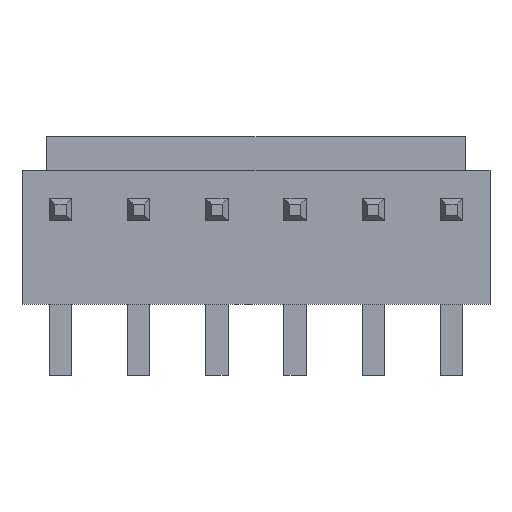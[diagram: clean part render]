
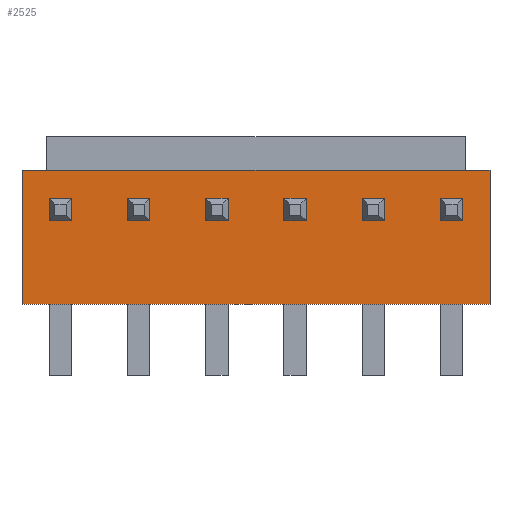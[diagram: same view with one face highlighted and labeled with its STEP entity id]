
A CAD part, front view. The second image highlights one B-rep face of the part: STEP entity #2525.
In plain terms, the highlighted planar face has unit normal (0, -1, 0).
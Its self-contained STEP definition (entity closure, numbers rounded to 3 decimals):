
#18=CARTESIAN_POINT('',(-10.47,-7.2,5.37));
#19=VERTEX_POINT('',#18);
#34=CARTESIAN_POINT('',(-9.33,-7.2,5.37));
#35=VERTEX_POINT('',#34);
#42=CARTESIAN_POINT('',(-9.9,-7.2,5.37));
#43=DIRECTION('',(-1.0,0.0,0.));
#44=VECTOR('',#43,1.0);
#45=LINE('',#42,#44);
#46=EDGE_CURVE('n� 3421',#35,#19,#45,.T.);
#58=CARTESIAN_POINT('',(-6.51,-7.2,5.37));
#59=VERTEX_POINT('',#58);
#74=CARTESIAN_POINT('',(-5.37,-7.2,5.37));
#75=VERTEX_POINT('',#74);
#82=CARTESIAN_POINT('',(-5.94,-7.2,5.37));
#83=DIRECTION('',(-1.0,0.0,0.));
#84=VECTOR('',#83,1.0);
#85=LINE('',#82,#84);
#86=EDGE_CURVE('n� 3400',#75,#59,#85,.T.);
#98=CARTESIAN_POINT('',(-2.55,-7.2,5.37));
#99=VERTEX_POINT('',#98);
#114=CARTESIAN_POINT('',(-1.41,-7.2,5.37));
#115=VERTEX_POINT('',#114);
#122=CARTESIAN_POINT('',(-1.98,-7.2,5.37));
#123=DIRECTION('',(-1.0,0.0,0.));
#124=VECTOR('',#123,1.0);
#125=LINE('',#122,#124);
#126=EDGE_CURVE('n� 3379',#115,#99,#125,.T.);
#138=CARTESIAN_POINT('',(1.41,-7.2,5.37));
#139=VERTEX_POINT('',#138);
#154=CARTESIAN_POINT('',(2.55,-7.2,5.37));
#155=VERTEX_POINT('',#154);
#162=CARTESIAN_POINT('',(1.98,-7.2,5.37));
#163=DIRECTION('',(-1.0,0.0,0.));
#164=VECTOR('',#163,1.0);
#165=LINE('',#162,#164);
#166=EDGE_CURVE('n� 3358',#155,#139,#165,.T.);
#178=CARTESIAN_POINT('',(5.37,-7.2,5.37));
#179=VERTEX_POINT('',#178);
#194=CARTESIAN_POINT('',(6.51,-7.2,5.37));
#195=VERTEX_POINT('',#194);
#202=CARTESIAN_POINT('',(5.94,-7.2,5.37));
#203=DIRECTION('',(-1.0,0.0,0.));
#204=VECTOR('',#203,1.0);
#205=LINE('',#202,#204);
#206=EDGE_CURVE('n� 3337',#195,#179,#205,.T.);
#218=CARTESIAN_POINT('',(9.33,-7.2,5.37));
#219=VERTEX_POINT('',#218);
#234=CARTESIAN_POINT('',(10.47,-7.2,5.37));
#235=VERTEX_POINT('',#234);
#242=CARTESIAN_POINT('',(9.9,-7.2,5.37));
#243=DIRECTION('',(-1.0,0.0,0.));
#244=VECTOR('',#243,1.0);
#245=LINE('',#242,#244);
#246=EDGE_CURVE('n� 3316',#235,#219,#245,.T.);
#298=CARTESIAN_POINT('',(-10.47,-7.2,4.23));
#299=VERTEX_POINT('',#298);
#313=CARTESIAN_POINT('',(-10.47,-7.2,4.8));
#314=DIRECTION('',(0.0,0.0,-1.0));
#315=VECTOR('',#314,1.0);
#316=LINE('',#313,#315);
#317=EDGE_CURVE('n� 3274',#19,#299,#316,.T.);
#336=CARTESIAN_POINT('',(-9.33,-7.2,4.23));
#337=VERTEX_POINT('',#336);
#344=CARTESIAN_POINT('',(-9.33,-7.2,4.8));
#345=DIRECTION('',(0.,-0.0,1.0));
#346=VECTOR('',#345,1.0);
#347=LINE('',#344,#346);
#348=EDGE_CURVE('n� 3253',#337,#35,#347,.T.);
#400=CARTESIAN_POINT('',(-6.51,-7.2,4.23));
#401=VERTEX_POINT('',#400);
#415=CARTESIAN_POINT('',(-6.51,-7.2,4.8));
#416=DIRECTION('',(0.0,0.0,-1.0));
#417=VECTOR('',#416,1.0);
#418=LINE('',#415,#417);
#419=EDGE_CURVE('n� 3211',#59,#401,#418,.T.);
#438=CARTESIAN_POINT('',(-5.37,-7.2,4.23));
#439=VERTEX_POINT('',#438);
#446=CARTESIAN_POINT('',(-5.37,-7.2,4.8));
#447=DIRECTION('',(0.,-0.0,1.0));
#448=VECTOR('',#447,1.0);
#449=LINE('',#446,#448);
#450=EDGE_CURVE('n� 3190',#439,#75,#449,.T.);
#502=CARTESIAN_POINT('',(-2.55,-7.2,4.23));
#503=VERTEX_POINT('',#502);
#517=CARTESIAN_POINT('',(-2.55,-7.2,4.8));
#518=DIRECTION('',(0.0,0.0,-1.0));
#519=VECTOR('',#518,1.0);
#520=LINE('',#517,#519);
#521=EDGE_CURVE('n� 3148',#99,#503,#520,.T.);
#540=CARTESIAN_POINT('',(-1.41,-7.2,4.23));
#541=VERTEX_POINT('',#540);
#548=CARTESIAN_POINT('',(-1.41,-7.2,4.8));
#549=DIRECTION('',(0.,-0.0,1.0));
#550=VECTOR('',#549,1.0);
#551=LINE('',#548,#550);
#552=EDGE_CURVE('n� 3127',#541,#115,#551,.T.);
#604=CARTESIAN_POINT('',(1.41,-7.2,4.23));
#605=VERTEX_POINT('',#604);
#619=CARTESIAN_POINT('',(1.41,-7.2,4.8));
#620=DIRECTION('',(0.0,0.0,-1.0));
#621=VECTOR('',#620,1.0);
#622=LINE('',#619,#621);
#623=EDGE_CURVE('n� 3085',#139,#605,#622,.T.);
#642=CARTESIAN_POINT('',(2.55,-7.2,4.23));
#643=VERTEX_POINT('',#642);
#650=CARTESIAN_POINT('',(2.55,-7.2,4.8));
#651=DIRECTION('',(0.,-0.0,1.0));
#652=VECTOR('',#651,1.0);
#653=LINE('',#650,#652);
#654=EDGE_CURVE('n� 3064',#643,#155,#653,.T.);
#706=CARTESIAN_POINT('',(5.37,-7.2,4.23));
#707=VERTEX_POINT('',#706);
#721=CARTESIAN_POINT('',(5.37,-7.2,4.8));
#722=DIRECTION('',(0.0,0.0,-1.0));
#723=VECTOR('',#722,1.0);
#724=LINE('',#721,#723);
#725=EDGE_CURVE('n� 3022',#179,#707,#724,.T.);
#744=CARTESIAN_POINT('',(6.51,-7.2,4.23));
#745=VERTEX_POINT('',#744);
#752=CARTESIAN_POINT('',(6.51,-7.2,4.8));
#753=DIRECTION('',(0.,-0.0,1.0));
#754=VECTOR('',#753,1.0);
#755=LINE('',#752,#754);
#756=EDGE_CURVE('n� 3001',#745,#195,#755,.T.);
#808=CARTESIAN_POINT('',(9.33,-7.2,4.23));
#809=VERTEX_POINT('',#808);
#823=CARTESIAN_POINT('',(9.33,-7.2,4.8));
#824=DIRECTION('',(0.0,0.0,-1.0));
#825=VECTOR('',#824,1.0);
#826=LINE('',#823,#825);
#827=EDGE_CURVE('n� 2959',#219,#809,#826,.T.);
#846=CARTESIAN_POINT('',(10.47,-7.2,4.23));
#847=VERTEX_POINT('',#846);
#854=CARTESIAN_POINT('',(10.47,-7.2,4.8));
#855=DIRECTION('',(0.,-0.0,1.0));
#856=VECTOR('',#855,1.0);
#857=LINE('',#854,#856);
#858=EDGE_CURVE('n� 2938',#847,#235,#857,.T.);
#939=CARTESIAN_POINT('',(10.6,-7.2,6.8));
#940=VERTEX_POINT('',#939);
#948=CARTESIAN_POINT('',(-10.6,-7.2,6.8));
#949=VERTEX_POINT('',#948);
#956=CARTESIAN_POINT('',(0.0,-7.2,6.8));
#957=DIRECTION('',(-1.0,0.0,0.0));
#958=VECTOR('',#957,1.0);
#959=LINE('',#956,#958);
#960=EDGE_CURVE('n� 1164',#940,#949,#959,.T.);
#978=CARTESIAN_POINT('',(0.0,-7.2,4.23));
#979=DIRECTION('',(-1.0,0.0,0.0));
#980=VECTOR('',#979,1.0);
#981=LINE('',#978,#980);
#982=EDGE_CURVE('n� 1157',#337,#299,#981,.T.);
#1000=CARTESIAN_POINT('',(0.0,-7.2,4.23));
#1001=DIRECTION('',(-1.0,0.0,0.0));
#1002=VECTOR('',#1001,1.0);
#1003=LINE('',#1000,#1002);
#1004=EDGE_CURVE('n� 1153',#439,#401,#1003,.T.);
#1022=CARTESIAN_POINT('',(0.0,-7.2,4.23));
#1023=DIRECTION('',(-1.0,0.0,0.0));
#1024=VECTOR('',#1023,1.0);
#1025=LINE('',#1022,#1024);
#1026=EDGE_CURVE('n� 1149',#541,#503,#1025,.T.);
#1044=CARTESIAN_POINT('',(0.0,-7.2,4.23));
#1045=DIRECTION('',(-1.0,0.0,0.0));
#1046=VECTOR('',#1045,1.0);
#1047=LINE('',#1044,#1046);
#1048=EDGE_CURVE('n� 1145',#643,#605,#1047,.T.);
#1066=CARTESIAN_POINT('',(0.0,-7.2,4.23));
#1067=DIRECTION('',(-1.0,0.0,0.0));
#1068=VECTOR('',#1067,1.0);
#1069=LINE('',#1066,#1068);
#1070=EDGE_CURVE('n� 1141',#745,#707,#1069,.T.);
#1088=CARTESIAN_POINT('',(0.0,-7.2,4.23));
#1089=DIRECTION('',(-1.0,0.0,0.0));
#1090=VECTOR('',#1089,1.0);
#1091=LINE('',#1088,#1090);
#1092=EDGE_CURVE('n� 1137',#847,#809,#1091,.T.);
#2298=CARTESIAN_POINT('',(-11.85,-7.2,6.8));
#2299=VERTEX_POINT('',#2298);
#2306=CARTESIAN_POINT('',(0.0,-7.2,6.8));
#2307=DIRECTION('',(-1.0,0.,-0.0));
#2308=VECTOR('',#2307,1.0);
#2309=LINE('',#2306,#2308);
#2310=EDGE_CURVE('n� 1163',#949,#2299,#2309,.T.);
#2428=CARTESIAN_POINT('',(11.85,-7.2,6.8));
#2429=VERTEX_POINT('',#2428);
#2443=CARTESIAN_POINT('',(0.0,-7.2,6.8));
#2444=DIRECTION('',(-1.0,0.,0.0));
#2445=VECTOR('',#2444,1.0);
#2446=LINE('',#2443,#2445);
#2447=EDGE_CURVE('n� 1165',#2429,#940,#2446,.T.);
#2457=ORIENTED_EDGE('',*,*,#858,.F.);
#2458=ORIENTED_EDGE('',*,*,#1092,.T.);
#2459=ORIENTED_EDGE('',*,*,#827,.F.);
#2460=ORIENTED_EDGE('',*,*,#246,.F.);
#2461=EDGE_LOOP('',(#2457,#2458,#2459,#2460));
#2462=FACE_OUTER_BOUND('',#2461,.T.);
#2463=ORIENTED_EDGE('',*,*,#756,.F.);
#2464=ORIENTED_EDGE('',*,*,#1070,.T.);
#2465=ORIENTED_EDGE('',*,*,#725,.F.);
#2466=ORIENTED_EDGE('',*,*,#206,.F.);
#2467=EDGE_LOOP('',(#2463,#2464,#2465,#2466));
#2468=FACE_BOUND('',#2467,.T.);
#2469=ORIENTED_EDGE('',*,*,#654,.F.);
#2470=ORIENTED_EDGE('',*,*,#1048,.T.);
#2471=ORIENTED_EDGE('',*,*,#623,.F.);
#2472=ORIENTED_EDGE('',*,*,#166,.F.);
#2473=EDGE_LOOP('',(#2469,#2470,#2471,#2472));
#2474=FACE_BOUND('',#2473,.T.);
#2475=ORIENTED_EDGE('',*,*,#552,.F.);
#2476=ORIENTED_EDGE('',*,*,#1026,.T.);
#2477=ORIENTED_EDGE('',*,*,#521,.F.);
#2478=ORIENTED_EDGE('',*,*,#126,.F.);
#2479=EDGE_LOOP('',(#2475,#2476,#2477,#2478));
#2480=FACE_BOUND('',#2479,.T.);
#2481=ORIENTED_EDGE('',*,*,#450,.F.);
#2482=ORIENTED_EDGE('',*,*,#1004,.T.);
#2483=ORIENTED_EDGE('',*,*,#419,.F.);
#2484=ORIENTED_EDGE('',*,*,#86,.F.);
#2485=EDGE_LOOP('',(#2481,#2482,#2483,#2484));
#2486=FACE_BOUND('',#2485,.T.);
#2487=ORIENTED_EDGE('',*,*,#348,.F.);
#2488=ORIENTED_EDGE('',*,*,#982,.T.);
#2489=ORIENTED_EDGE('',*,*,#317,.F.);
#2490=ORIENTED_EDGE('',*,*,#46,.F.);
#2491=EDGE_LOOP('',(#2487,#2488,#2489,#2490));
#2492=FACE_BOUND('',#2491,.T.);
#2493=CARTESIAN_POINT('',(-11.85,-7.2,-0.0));
#2494=VERTEX_POINT('',#2493);
#2495=CARTESIAN_POINT('',(-11.85,-7.2,3.4));
#2496=DIRECTION('',(0.0,0.0,-1.0));
#2497=VECTOR('',#2496,1.0);
#2498=LINE('',#2495,#2497);
#2499=EDGE_CURVE('n� 477',#2299,#2494,#2498,.T.);
#2500=ORIENTED_EDGE('',*,*,#2499,.T.);
#2501=CARTESIAN_POINT('',(11.85,-7.2,-0.0));
#2502=VERTEX_POINT('',#2501);
#2503=CARTESIAN_POINT('',(0.0,-7.2,-0.0));
#2504=DIRECTION('',(-1.0,0.0,-0.0));
#2505=VECTOR('',#2504,1.0);
#2506=LINE('',#2503,#2505);
#2507=EDGE_CURVE('n� 413',#2502,#2494,#2506,.T.);
#2508=ORIENTED_EDGE('',*,*,#2507,.F.);
#2509=CARTESIAN_POINT('',(11.85,-7.2,3.4));
#2510=DIRECTION('',(0.0,0.0,-1.0));
#2511=VECTOR('',#2510,1.0);
#2512=LINE('',#2509,#2511);
#2513=EDGE_CURVE('n� 434',#2429,#2502,#2512,.T.);
#2514=ORIENTED_EDGE('',*,*,#2513,.F.);
#2515=ORIENTED_EDGE('',*,*,#2447,.T.);
#2516=ORIENTED_EDGE('',*,*,#960,.T.);
#2517=ORIENTED_EDGE('',*,*,#2310,.T.);
#2518=EDGE_LOOP('',(#2500,#2508,#2514,#2515,#2516,#2517));
#2519=FACE_BOUND('',#2518,.T.);
#2520=CARTESIAN_POINT('',(-11.85,-7.2,6.8));
#2521=DIRECTION('',(0.0,-1.0,-0.0));
#2522=DIRECTION('',(0.0,0.0,-1.0));
#2523=AXIS2_PLACEMENT_3D('',#2520,#2521,#2522);
#2524=PLANE('',#2523);
#2525=ADVANCED_FACE('n� 1128',(#2462,#2468,#2474,#2480,#2486,#2492,#2519),#2524,.T.);
